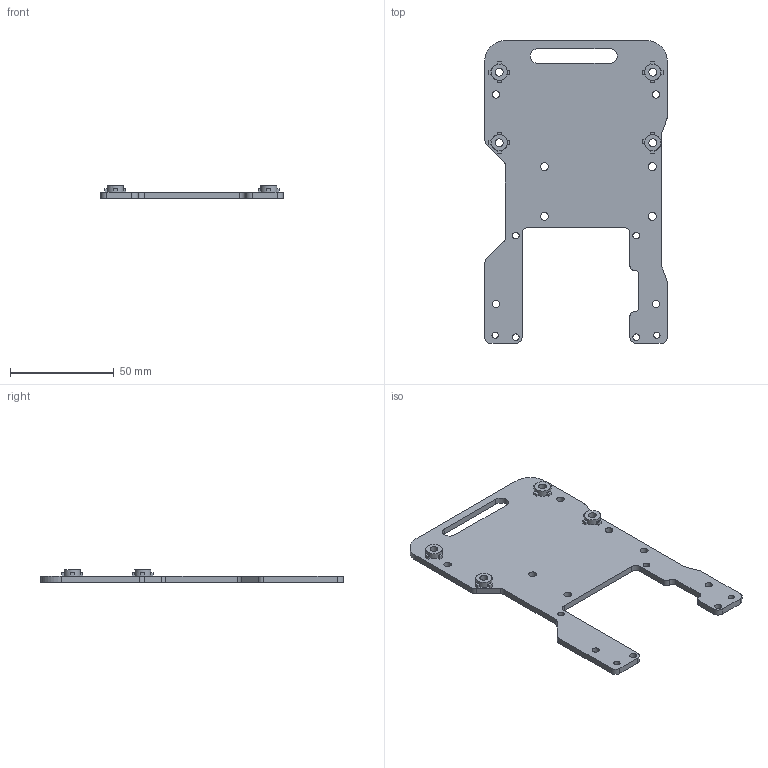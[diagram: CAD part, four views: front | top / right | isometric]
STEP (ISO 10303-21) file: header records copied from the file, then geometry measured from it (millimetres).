
FILE_DESCRIPTION(/* description */ (''),/* implementation_level */ '2;1');
FILE_NAME(/* name */ 'Revised Board Support.step',/* time_stamp */ '2023-08-19T06:23:47-05:00',/* author */ (''),/* organization */ (''),/* preprocessor_version */ 'ST-DEVELOPER v20',/* originating_system */ 'Autodesk Translation Framework v12.9.0.99',/* authorisation */ '');
FILE_SCHEMA (('AUTOMOTIVE_DESIGN { 1 0 10303 214 3 1 1 }'));
Length unit declared in the file: millimetre
Products named in the file (2): Revised Board Support; Middle platform plate
Assembly tree (1 placements, depth 2):
  Revised Board Support
    Middle platform plate
Bounding box: 88 x 146 x 6 mm (x, y, z)
Volume: 26489.7 mm3; surface area: 20430.5 mm2
Topology: 1 solids, 1 shells, 132 faces, 378 edges, 252 vertices
Faces by surface type: plane 88, cylinder 44
Full cylindrical faces by diameter (mm): 3 x2, 3.2 x4, 3.5 x4, 3.8 x8, 7.8 x4
Entity records: 4476 total; most frequent: DIRECTION 766, CARTESIAN_POINT 765, ORIENTED_EDGE 756, EDGE_CURVE 378, LINE 260, VECTOR 260, AXIS2_PLACEMENT_3D 253, VERTEX_POINT 252
